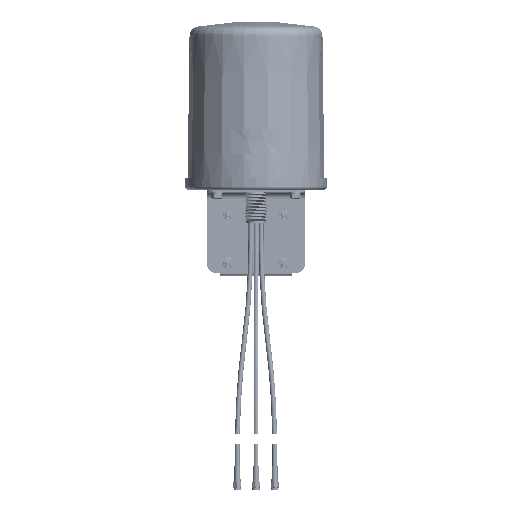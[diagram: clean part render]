
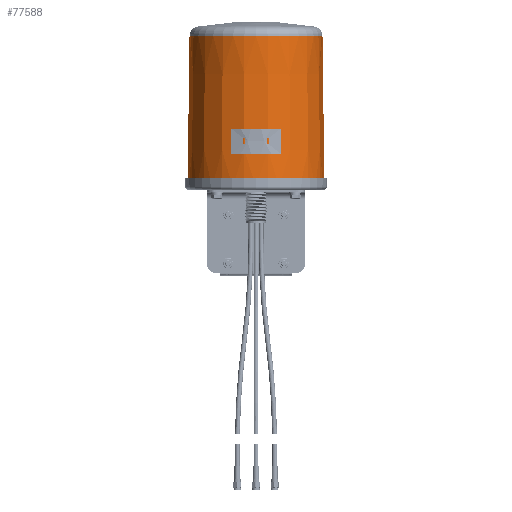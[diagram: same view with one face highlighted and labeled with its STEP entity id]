
A CAD part, top view. The second image highlights one B-rep face of the part: STEP entity #77588.
In plain terms, the highlighted conical face has half-angle 0.739 degrees and reference radius 69 mm.
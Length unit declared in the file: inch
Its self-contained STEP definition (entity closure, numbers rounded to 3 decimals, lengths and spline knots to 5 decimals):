
#3786 = DIRECTION ( 'NONE',  ( 0.013, -1., 0. ) ) ;
#8266 = VERTEX_POINT ( 'NONE', #56680 ) ;
#9697 = LINE ( 'NONE', #83320, #49995 ) ;
#10629 = DIRECTION ( 'NONE',  ( 0., 1., 0. ) ) ;
#13194 = EDGE_CURVE ( 'NONE', #79949, #57364, #25163, .T. ) ;
#13420 = CARTESIAN_POINT ( 'NONE',  ( 0., 6.10236, 0. ) ) ;
#18366 = EDGE_LOOP ( 'NONE', ( #72836, #40286, #36802, #85494 ) ) ;
#18517 = VECTOR ( 'NONE', #3786, 39.37008 ) ;
#22686 = AXIS2_PLACEMENT_3D ( 'NONE', #13420, #40445, #52415 ) ;
#22909 = CARTESIAN_POINT ( 'NONE',  ( -2.75591, 0., 0. ) ) ;
#22973 = DIRECTION ( 'NONE',  ( -1., 0., 0. ) ) ;
#25103 = AXIS2_PLACEMENT_3D ( 'NONE', #50071, #10629, #30573 ) ;
#25163 = CIRCLE ( 'NONE', #25103, 2.75591 ) ;
#26165 = CARTESIAN_POINT ( 'NONE',  ( 2.67717, 6.10236, 0. ) ) ;
#27090 = CARTESIAN_POINT ( 'NONE',  ( 2.75591, 0., 0. ) ) ;
#28755 = FACE_OUTER_BOUND ( 'NONE', #18366, .T. ) ;
#30479 = DIRECTION ( 'NONE',  ( 0., -1., 0. ) ) ;
#30573 = DIRECTION ( 'NONE',  ( -1., 0., 0. ) ) ;
#32549 = CIRCLE ( 'NONE', #22686, 2.67717 ) ;
#36802 = ORIENTED_EDGE ( 'NONE', *, *, #73397, .F. ) ;
#40286 = ORIENTED_EDGE ( 'NONE', *, *, #68278, .F. ) ;
#40445 = DIRECTION ( 'NONE',  ( 0., 1., 0. ) ) ;
#42465 = CARTESIAN_POINT ( 'NONE',  ( 0., 3.05118, 0. ) ) ;
#43582 = VERTEX_POINT ( 'NONE', #26165 ) ;
#44127 = LINE ( 'NONE', #71195, #18517 ) ;
#48293 = AXIS2_PLACEMENT_3D ( 'NONE', #42465, #30479, #22973 ) ;
#49995 = VECTOR ( 'NONE', #50009, 39.37008 ) ;
#50009 = DIRECTION ( 'NONE',  ( -0.013, -1., 0. ) ) ;
#50071 = CARTESIAN_POINT ( 'NONE',  ( 0., 0., 0. ) ) ;
#52415 = DIRECTION ( 'NONE',  ( -1., 0., 0. ) ) ;
#56680 = CARTESIAN_POINT ( 'NONE',  ( -2.67717, 6.10236, 0. ) ) ;
#57364 = VERTEX_POINT ( 'NONE', #27090 ) ;
#58789 = EDGE_CURVE ( 'NONE', #8266, #79949, #9697, .T. ) ;
#68278 = EDGE_CURVE ( 'NONE', #43582, #57364, #44127, .T. ) ;
#71195 = CARTESIAN_POINT ( 'NONE',  ( 2.67717, 6.10236, 0. ) ) ;
#72836 = ORIENTED_EDGE ( 'NONE', *, *, #13194, .T. ) ;
#73397 = EDGE_CURVE ( 'NONE', #8266, #43582, #32549, .T. ) ;
#77588 = ADVANCED_FACE ( 'NONE', ( #28755 ), #86555, .T. ) ;
#79949 = VERTEX_POINT ( 'NONE', #22909 ) ;
#83320 = CARTESIAN_POINT ( 'NONE',  ( -2.67717, 6.10236, 0. ) ) ;
#85494 = ORIENTED_EDGE ( 'NONE', *, *, #58789, .T. ) ;
#86555 = CONICAL_SURFACE ( 'NONE', #48293, 2.71654, 0.013 ) ;
